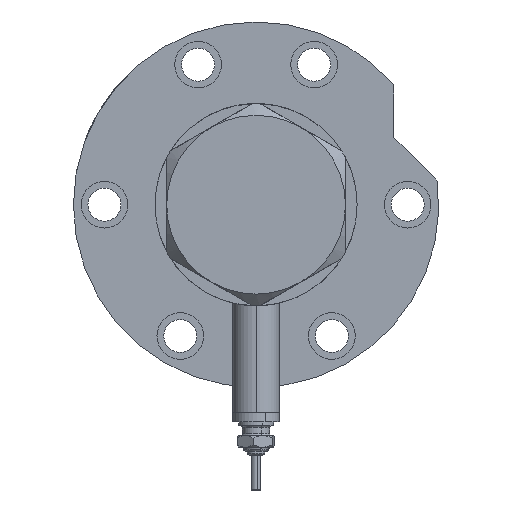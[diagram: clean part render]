
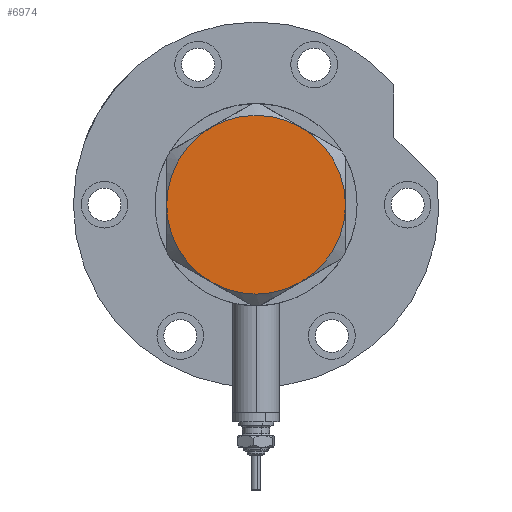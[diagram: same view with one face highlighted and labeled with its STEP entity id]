
A CAD part, left-side view. The second image highlights one B-rep face of the part: STEP entity #6974.
In plain terms, the highlighted face is planar.
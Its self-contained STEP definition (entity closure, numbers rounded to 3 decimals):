
#88 = CIRCLE ( 'NONE', #3398, 23. ) ;
#110 = ORIENTED_EDGE ( 'NONE', *, *, #1245, .T. ) ;
#276 = ORIENTED_EDGE ( 'NONE', *, *, #5149, .T. ) ;
#308 = DIRECTION ( 'NONE',  ( 0., 0., 1. ) ) ;
#611 = CIRCLE ( 'NONE', #5110, 23. ) ;
#855 = DIRECTION ( 'NONE',  ( 0., 0., 1. ) ) ;
#926 = VERTEX_POINT ( 'NONE', #2632 ) ;
#1087 = VERTEX_POINT ( 'NONE', #7336 ) ;
#1209 = ORIENTED_EDGE ( 'NONE', *, *, #7767, .T. ) ;
#1245 = EDGE_CURVE ( 'NONE', #7443, #926, #611, .T. ) ;
#1438 = CARTESIAN_POINT ( 'NONE',  ( 0., 0., 9. ) ) ;
#1738 = CARTESIAN_POINT ( 'NONE',  ( 0., 0., 9. ) ) ;
#1836 = CIRCLE ( 'NONE', #6245, 23. ) ;
#1873 = VERTEX_POINT ( 'NONE', #2777 ) ;
#2026 = CARTESIAN_POINT ( 'NONE',  ( 0., 0., 9. ) ) ;
#2031 = DIRECTION ( 'NONE',  ( 0., 0., 1. ) ) ;
#2273 = EDGE_CURVE ( 'NONE', #1873, #1087, #6153, .T. ) ;
#2601 = AXIS2_PLACEMENT_3D ( 'NONE', #5823, #3505, #5255 ) ;
#2632 = CARTESIAN_POINT ( 'NONE',  ( -23., 0., 9. ) ) ;
#2777 = CARTESIAN_POINT ( 'NONE',  ( 11.5, -19.919, 9. ) ) ;
#2849 = CARTESIAN_POINT ( 'NONE',  ( 11.5, 19.919, 9. ) ) ;
#2977 = CARTESIAN_POINT ( 'NONE',  ( 0., 0., 9. ) ) ;
#3200 = DIRECTION ( 'NONE',  ( 0., 0., 1. ) ) ;
#3314 = CARTESIAN_POINT ( 'NONE',  ( 0., 0., 9. ) ) ;
#3371 = DIRECTION ( 'NONE',  ( 1., 0., 0. ) ) ;
#3391 = DIRECTION ( 'NONE',  ( 1., 0., 0. ) ) ;
#3398 = AXIS2_PLACEMENT_3D ( 'NONE', #1738, #4774, #3391 ) ;
#3505 = DIRECTION ( 'NONE',  ( 0., 0., 1. ) ) ;
#3755 = AXIS2_PLACEMENT_3D ( 'NONE', #2977, #4762, #4102 ) ;
#3994 = CARTESIAN_POINT ( 'NONE',  ( -11.5, -19.919, 9. ) ) ;
#4102 = DIRECTION ( 'NONE',  ( 1., 0., 0. ) ) ;
#4188 = EDGE_CURVE ( 'NONE', #4621, #1873, #1836, .T. ) ;
#4384 = EDGE_LOOP ( 'NONE', ( #6292, #276, #6151, #110, #1209, #7201 ) ) ;
#4498 = DIRECTION ( 'NONE',  ( 1., 0., 0. ) ) ;
#4525 = CIRCLE ( 'NONE', #3755, 23. ) ;
#4621 = VERTEX_POINT ( 'NONE', #3994 ) ;
#4762 = DIRECTION ( 'NONE',  ( 0., 0., 1. ) ) ;
#4774 = DIRECTION ( 'NONE',  ( 0., 0., 1. ) ) ;
#5110 = AXIS2_PLACEMENT_3D ( 'NONE', #2026, #3200, #7458 ) ;
#5149 = EDGE_CURVE ( 'NONE', #1087, #6612, #6976, .T. ) ;
#5231 = AXIS2_PLACEMENT_3D ( 'NONE', #1438, #855, #3371 ) ;
#5255 = DIRECTION ( 'NONE',  ( 1., 0., 0. ) ) ;
#5310 = AXIS2_PLACEMENT_3D ( 'NONE', #3314, #308, #5760 ) ;
#5760 = DIRECTION ( 'NONE',  ( 1., 0., 0. ) ) ;
#5792 = EDGE_CURVE ( 'NONE', #6612, #7443, #4525, .T. ) ;
#5823 = CARTESIAN_POINT ( 'NONE',  ( 0., 0., 9. ) ) ;
#6151 = ORIENTED_EDGE ( 'NONE', *, *, #5792, .T. ) ;
#6153 = CIRCLE ( 'NONE', #5231, 23. ) ;
#6245 = AXIS2_PLACEMENT_3D ( 'NONE', #7590, #2031, #4498 ) ;
#6292 = ORIENTED_EDGE ( 'NONE', *, *, #2273, .T. ) ;
#6612 = VERTEX_POINT ( 'NONE', #2849 ) ;
#6974 = ADVANCED_FACE ( 'NONE', ( #7749 ), #7094, .T. ) ;
#6976 = CIRCLE ( 'NONE', #5310, 23. ) ;
#7094 = PLANE ( 'NONE',  #2601 ) ;
#7163 = CARTESIAN_POINT ( 'NONE',  ( -11.5, 19.919, 9. ) ) ;
#7201 = ORIENTED_EDGE ( 'NONE', *, *, #4188, .T. ) ;
#7336 = CARTESIAN_POINT ( 'NONE',  ( 23., 0., 9. ) ) ;
#7443 = VERTEX_POINT ( 'NONE', #7163 ) ;
#7458 = DIRECTION ( 'NONE',  ( 1., 0., 0. ) ) ;
#7590 = CARTESIAN_POINT ( 'NONE',  ( 0., 0., 9. ) ) ;
#7749 = FACE_OUTER_BOUND ( 'NONE', #4384, .T. ) ;
#7767 = EDGE_CURVE ( 'NONE', #926, #4621, #88, .T. ) ;
